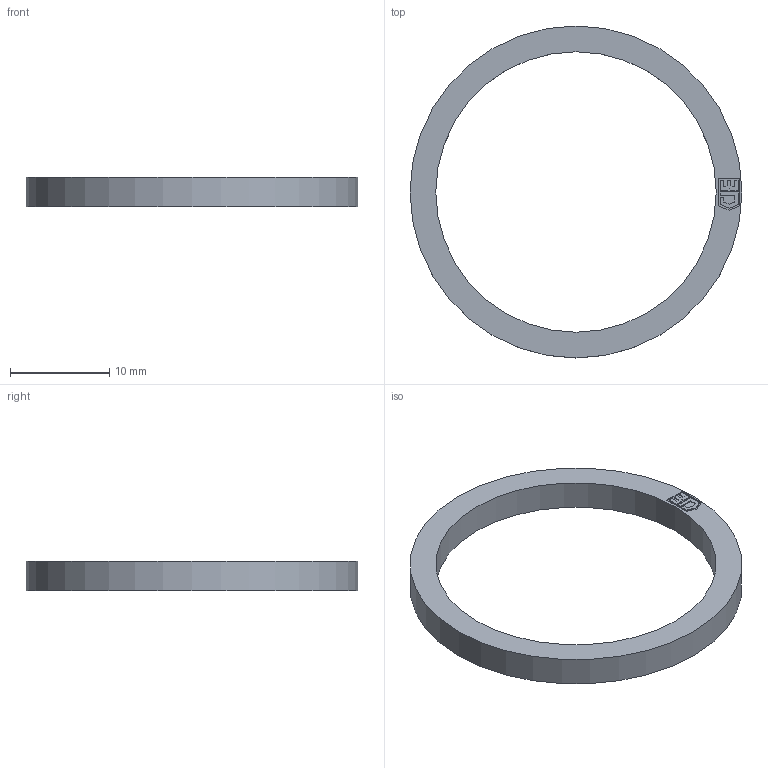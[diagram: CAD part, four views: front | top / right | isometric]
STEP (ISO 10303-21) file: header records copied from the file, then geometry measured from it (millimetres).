
FILE_DESCRIPTION(/* description */ ('STEP AP203'),/* implementation_level */ '2;1');
FILE_NAME(/* name */ '52030500_DR 21.stp',/* time_stamp */ '2016-01-04T13:36:02+01:00',/* author */ ('arempel'),/* organization */ (''),/* preprocessor_version */ 'ST-DEVELOPER v16.1',/* originating_system */ 'Autodesk Inventor 2016',/* authorisation */ '');
FILE_SCHEMA (('AUTOMOTIVE_DESIGN { 1 0 10303 214 3 1 1 }'));
Length unit declared in the file: millimetre
Products named in the file (1): DR 21_3Dsym
Bounding box: 33.5 x 33.5 x 3 mm (x, y, z)
Volume: 756.8 mm3; surface area: 1090.1 mm2
Topology: 1 solids, 1 shells, 41 faces, 108 edges, 72 vertices
Faces by surface type: plane 39, cylinder 2
Full cylindrical faces by diameter (mm): 28.3 x1, 33.5 x1
Entity records: 1264 total; most frequent: CARTESIAN_POINT 220, ORIENTED_EDGE 212, DIRECTION 194, EDGE_CURVE 106, LINE 102, VECTOR 102, VERTEX_POINT 72, EDGE_LOOP 48
